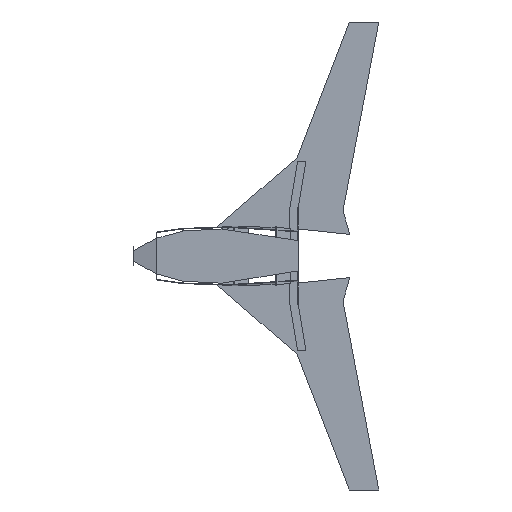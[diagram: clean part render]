
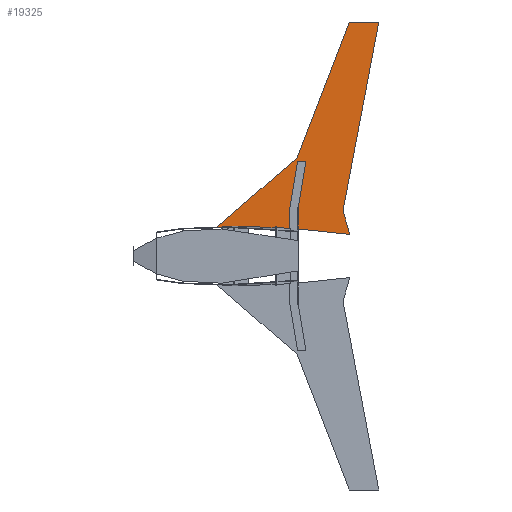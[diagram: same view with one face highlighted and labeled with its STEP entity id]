
A CAD part, front view. The second image highlights one B-rep face of the part: STEP entity #19325.
In plain terms, the highlighted planar face has unit normal (0, -1, 0).
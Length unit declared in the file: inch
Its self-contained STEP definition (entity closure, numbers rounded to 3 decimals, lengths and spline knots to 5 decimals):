
#2781=FACE_OUTER_BOUND('',#3863,.T.);
#3863=EDGE_LOOP('',(#17767,#17768,#17769,#17770,#17771,#17772,#17773,#17774));
#5573=LINE('',#33108,#7323);
#5574=LINE('',#33110,#7324);
#5575=LINE('',#33112,#7325);
#5576=LINE('',#33114,#7326);
#5577=LINE('',#33116,#7327);
#5578=LINE('',#33118,#7328);
#5579=LINE('',#33120,#7329);
#5580=LINE('',#33121,#7330);
#7323=VECTOR('',#27336,0.3937);
#7324=VECTOR('',#27337,0.3937);
#7325=VECTOR('',#27338,0.3937);
#7326=VECTOR('',#27339,0.3937);
#7327=VECTOR('',#27340,0.3937);
#7328=VECTOR('',#27341,0.3937);
#7329=VECTOR('',#27342,0.3937);
#7330=VECTOR('',#27343,0.3937);
#9257=VERTEX_POINT('',#33106);
#9258=VERTEX_POINT('',#33107);
#9259=VERTEX_POINT('',#33109);
#9260=VERTEX_POINT('',#33111);
#9261=VERTEX_POINT('',#33113);
#9262=VERTEX_POINT('',#33115);
#9263=VERTEX_POINT('',#33117);
#9264=VERTEX_POINT('',#33119);
#12103=EDGE_CURVE('',#9257,#9258,#5573,.T.);
#12104=EDGE_CURVE('',#9258,#9259,#5574,.T.);
#12105=EDGE_CURVE('',#9259,#9260,#5575,.T.);
#12106=EDGE_CURVE('',#9260,#9261,#5576,.T.);
#12107=EDGE_CURVE('',#9261,#9262,#5577,.T.);
#12108=EDGE_CURVE('',#9262,#9263,#5578,.T.);
#12109=EDGE_CURVE('',#9263,#9264,#5579,.T.);
#12110=EDGE_CURVE('',#9264,#9257,#5580,.T.);
#17767=ORIENTED_EDGE('',*,*,#12103,.T.);
#17768=ORIENTED_EDGE('',*,*,#12104,.T.);
#17769=ORIENTED_EDGE('',*,*,#12105,.T.);
#17770=ORIENTED_EDGE('',*,*,#12106,.T.);
#17771=ORIENTED_EDGE('',*,*,#12107,.T.);
#17772=ORIENTED_EDGE('',*,*,#12108,.T.);
#17773=ORIENTED_EDGE('',*,*,#12109,.T.);
#17774=ORIENTED_EDGE('',*,*,#12110,.T.);
#18335=PLANE('',#21466);
#19325=ADVANCED_FACE('',(#2781),#18335,.T.);
#21466=AXIS2_PLACEMENT_3D('',#33105,#27334,#27335);
#27334=DIRECTION('center_axis',(0.,-1.,0.));
#27335=DIRECTION('ref_axis',(0.,0.,-1.));
#27336=DIRECTION('',(1.,0.,0.031));
#27337=DIRECTION('',(0.999,0.,-0.052));
#27338=DIRECTION('',(0.994,0.,-0.105));
#27339=DIRECTION('',(-0.274,0.,0.962));
#27340=DIRECTION('',(0.186,0.,0.983));
#27341=DIRECTION('',(-1.,0.,0.));
#27342=DIRECTION('',(-0.359,0.,-0.933));
#27343=DIRECTION('',(-0.755,0.,-0.656));
#33105=CARTESIAN_POINT('Origin',(123.5979,13.,92.15969));
#33106=CARTESIAN_POINT('',(65.1958,13.,20.64341));
#33107=CARTESIAN_POINT('',(88.27192,13.,21.34815));
#33108=CARTESIAN_POINT('',(88.27192,13.,21.34815));
#33109=CARTESIAN_POINT('',(124.,13.,19.5));
#33110=CARTESIAN_POINT('',(124.,13.,19.5));
#33111=CARTESIAN_POINT('',(161.1293,13.,15.56939));
#33112=CARTESIAN_POINT('',(161.1293,13.,15.56939));
#33113=CARTESIAN_POINT('',(156.26097,13.,32.63427));
#33114=CARTESIAN_POINT('',(156.26097,13.,32.63427));
#33115=CARTESIAN_POINT('',(182.,13.,168.75));
#33116=CARTESIAN_POINT('',(182.,13.,168.75));
#33117=CARTESIAN_POINT('',(160.7862,13.,168.75));
#33118=CARTESIAN_POINT('',(160.7862,13.,168.75));
#33119=CARTESIAN_POINT('',(123.20099,13.,71.01372));
#33120=CARTESIAN_POINT('',(123.20099,13.,71.01372));
#33121=CARTESIAN_POINT('',(65.1958,13.,20.64341));
